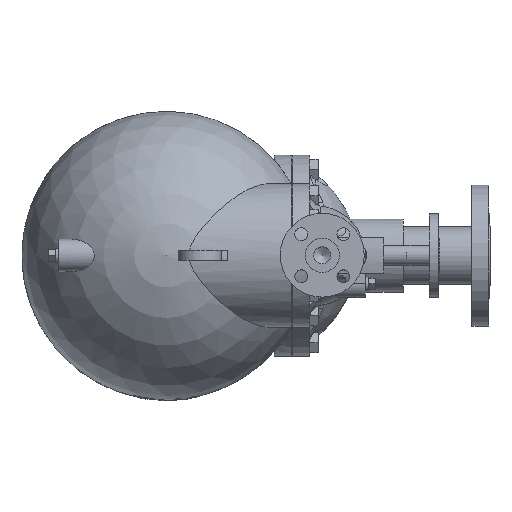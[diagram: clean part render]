
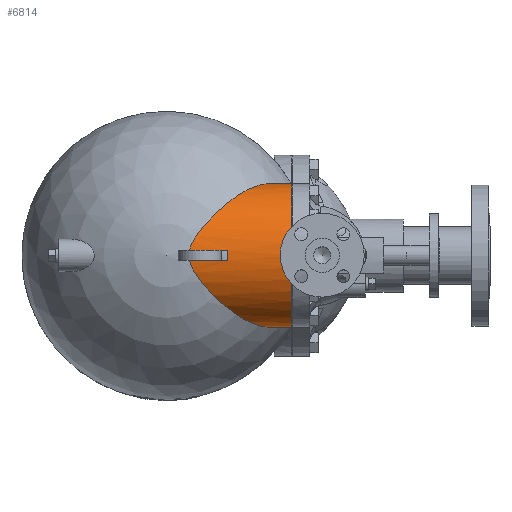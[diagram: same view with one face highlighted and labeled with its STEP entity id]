
A CAD part, top view. The second image highlights one B-rep face of the part: STEP entity #6814.
In plain terms, the highlighted cylindrical face has radius 107 mm (diameter 214 mm), a partial arc.
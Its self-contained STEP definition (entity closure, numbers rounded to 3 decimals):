
#170=B_SPLINE_CURVE_WITH_KNOTS('',3,(#12724,#12725,#12726,#12727,#12728,
#12729,#12730,#12731,#12732,#12733,#12734,#12735,#12736,#12737,#12738,#12739,
#12740,#12741,#12742,#12743,#12744,#12745),.UNSPECIFIED.,.F.,.F.,(4,2,2,
2,2,2,2,2,2,2,4),(2.974,5.73,8.485,11.24,
13.996,15.583,17.171,18.759,20.346,
21.294,22.085),.UNSPECIFIED.);
#172=B_SPLINE_CURVE_WITH_KNOTS('',3,(#12758,#12759,#12760,#12761,#12762,
#12763,#12764,#12765,#12766,#12767,#12768,#12769,#12770,#12771,#12772,#12773,
#12774,#12775,#12776,#12777,#12778,#12779,#12780,#12781),.UNSPECIFIED.,
 .F.,.F.,(4,2,2,2,2,2,2,2,2,2,2,4),(23.541,24.138,24.832,
25.526,26.913,28.3,29.687,32.461,
35.236,37.92,40.604,42.899),
 .UNSPECIFIED.);
#186=B_SPLINE_CURVE_WITH_KNOTS('',3,(#13153,#13154,#13155,#13156),
 .UNSPECIFIED.,.F.,.F.,(4,4),(-45.73,-44.094),
 .UNSPECIFIED.);
#652=LINE('',#12919,#1171);
#654=LINE('',#12924,#1173);
#684=LINE('',#13149,#1203);
#685=LINE('',#13152,#1204);
#1171=VECTOR('',#8903,33.1);
#1173=VECTOR('',#8907,33.1);
#1203=VECTOR('',#9041,57.09);
#1204=VECTOR('',#9044,57.09);
#1961=FACE_OUTER_BOUND('',#2447,.T.);
#2447=EDGE_LOOP('',(#6033,#6034,#6035,#6036,#6037,#6038,#6039,#6040));
#2808=CIRCLE('',#7404,107.);
#3383=VERTEX_POINT('',#12721);
#3384=VERTEX_POINT('',#12723);
#3387=VERTEX_POINT('',#12755);
#3388=VERTEX_POINT('',#12757);
#3407=VERTEX_POINT('',#12917);
#3409=VERTEX_POINT('',#12923);
#3456=VERTEX_POINT('',#13148);
#3457=VERTEX_POINT('',#13151);
#4262=EDGE_CURVE('',#3383,#3384,#170,.T.);
#4266=EDGE_CURVE('',#3387,#3388,#172,.T.);
#4287=EDGE_CURVE('',#3407,#3383,#652,.T.);
#4289=EDGE_CURVE('',#3409,#3388,#654,.T.);
#4356=EDGE_CURVE('',#3456,#3384,#684,.T.);
#4357=EDGE_CURVE('',#3409,#3407,#2808,.T.);
#4358=EDGE_CURVE('',#3387,#3457,#685,.T.);
#4359=EDGE_CURVE('',#3456,#3457,#186,.T.);
#6033=ORIENTED_EDGE('',*,*,#4356,.T.);
#6034=ORIENTED_EDGE('',*,*,#4262,.F.);
#6035=ORIENTED_EDGE('',*,*,#4287,.F.);
#6036=ORIENTED_EDGE('',*,*,#4357,.F.);
#6037=ORIENTED_EDGE('',*,*,#4289,.T.);
#6038=ORIENTED_EDGE('',*,*,#4266,.F.);
#6039=ORIENTED_EDGE('',*,*,#4358,.T.);
#6040=ORIENTED_EDGE('',*,*,#4359,.F.);
#6462=CYLINDRICAL_SURFACE('',#7403,107.);
#6814=ADVANCED_FACE('',(#1961),#6462,.T.);
#7403=AXIS2_PLACEMENT_3D('',#13147,#9039,#9040);
#7404=AXIS2_PLACEMENT_3D('',#13150,#9042,#9043);
#8903=DIRECTION('',(-1.,0.,0.));
#8907=DIRECTION('',(-1.,0.,0.));
#9039=DIRECTION('center_axis',(-1.,0.,0.));
#9040=DIRECTION('ref_axis',(0.,1.,0.));
#9041=DIRECTION('',(-1.,0.,0.));
#9042=DIRECTION('center_axis',(1.,0.,0.));
#9043=DIRECTION('ref_axis',(0.,1.,0.));
#9044=DIRECTION('',(1.,0.,0.));
#12721=CARTESIAN_POINT('',(153.9,-107.,235.313));
#12723=CARTESIAN_POINT('',(34.691,-7.5,342.05));
#12724=CARTESIAN_POINT('Ctrl Pts',(153.9,-107.,235.313));
#12725=CARTESIAN_POINT('Ctrl Pts',(148.713,-107.,242.893));
#12726=CARTESIAN_POINT('Ctrl Pts',(143.163,-106.183,250.615));
#12727=CARTESIAN_POINT('Ctrl Pts',(131.571,-102.876,265.736));
#12728=CARTESIAN_POINT('Ctrl Pts',(125.527,-100.387,273.133));
#12729=CARTESIAN_POINT('Ctrl Pts',(113.22,-93.956,287.084));
#12730=CARTESIAN_POINT('Ctrl Pts',(106.948,-90.011,293.643));
#12731=CARTESIAN_POINT('Ctrl Pts',(94.5,-81.064,305.549));
#12732=CARTESIAN_POINT('Ctrl Pts',(88.321,-76.063,310.896));
#12733=CARTESIAN_POINT('Ctrl Pts',(78.972,-67.776,318.21));
#12734=CARTESIAN_POINT('Ctrl Pts',(75.399,-64.45,320.836));
#12735=CARTESIAN_POINT('Ctrl Pts',(68.157,-57.317,325.771));
#12736=CARTESIAN_POINT('Ctrl Pts',(64.488,-53.511,328.08));
#12737=CARTESIAN_POINT('Ctrl Pts',(57.302,-45.554,332.236));
#12738=CARTESIAN_POINT('Ctrl Pts',(53.783,-41.406,334.082));
#12739=CARTESIAN_POINT('Ctrl Pts',(47.199,-32.878,337.239));
#12740=CARTESIAN_POINT('Ctrl Pts',(44.131,-28.501,338.55));
#12741=CARTESIAN_POINT('Ctrl Pts',(39.948,-21.344,340.199));
#12742=CARTESIAN_POINT('Ctrl Pts',(38.435,-18.439,340.758));
#12743=CARTESIAN_POINT('Ctrl Pts',(36.132,-12.843,341.571));
#12744=CARTESIAN_POINT('Ctrl Pts',(35.266,-10.195,341.861));
#12745=CARTESIAN_POINT('Ctrl Pts',(34.691,-7.5,342.05));
#12755=CARTESIAN_POINT('',(34.691,7.5,342.05));
#12757=CARTESIAN_POINT('',(153.9,107.,235.313));
#12758=CARTESIAN_POINT('Ctrl Pts',(34.691,7.5,342.05));
#12759=CARTESIAN_POINT('Ctrl Pts',(35.116,9.493,341.91));
#12760=CARTESIAN_POINT('Ctrl Pts',(35.694,11.434,341.717));
#12761=CARTESIAN_POINT('Ctrl Pts',(37.15,15.451,341.214));
#12762=CARTESIAN_POINT('Ctrl Pts',(38.068,17.524,340.889));
#12763=CARTESIAN_POINT('Ctrl Pts',(40.085,21.554,340.14));
#12764=CARTESIAN_POINT('Ctrl Pts',(41.185,23.511,339.717));
#12765=CARTESIAN_POINT('Ctrl Pts',(44.681,29.257,338.311));
#12766=CARTESIAN_POINT('Ctrl Pts',(47.266,32.926,337.192));
#12767=CARTESIAN_POINT('Ctrl Pts',(52.725,40.067,334.601));
#12768=CARTESIAN_POINT('Ctrl Pts',(55.598,43.533,333.129));
#12769=CARTESIAN_POINT('Ctrl Pts',(61.514,50.277,329.84));
#12770=CARTESIAN_POINT('Ctrl Pts',(64.558,53.555,328.022));
#12771=CARTESIAN_POINT('Ctrl Pts',(73.834,63.084,322.063));
#12772=CARTESIAN_POINT('Ctrl Pts',(80.186,69.006,317.423));
#12773=CARTESIAN_POINT('Ctrl Pts',(92.721,79.66,307.133));
#12774=CARTESIAN_POINT('Ctrl Pts',(98.908,84.387,301.483));
#12775=CARTESIAN_POINT('Ctrl Pts',(110.529,92.276,289.918));
#12776=CARTESIAN_POINT('Ctrl Pts',(116.417,95.781,283.582));
#12777=CARTESIAN_POINT('Ctrl Pts',(128.165,101.512,269.94));
#12778=CARTESIAN_POINT('Ctrl Pts',(134.026,103.738,262.635));
#12779=CARTESIAN_POINT('Ctrl Pts',(144.588,106.373,248.621));
#12780=CARTESIAN_POINT('Ctrl Pts',(149.342,107.,241.974));
#12781=CARTESIAN_POINT('Ctrl Pts',(153.9,107.,235.313));
#12917=CARTESIAN_POINT('',(187.,-107.,235.313));
#12919=CARTESIAN_POINT('',(187.,-107.,235.313));
#12923=CARTESIAN_POINT('',(187.,107.,235.313));
#12924=CARTESIAN_POINT('',(187.,107.,235.313));
#13147=CARTESIAN_POINT('Origin',(187.,0.,235.313));
#13148=CARTESIAN_POINT('',(91.78,-7.5,342.05));
#13149=CARTESIAN_POINT('',(187.,-7.5,342.05));
#13150=CARTESIAN_POINT('Origin',(187.,0.,235.313));
#13151=CARTESIAN_POINT('',(91.78,7.5,342.05));
#13152=CARTESIAN_POINT('',(187.,7.5,342.05));
#13153=CARTESIAN_POINT('Ctrl Pts',(91.78,-7.5,342.05));
#13154=CARTESIAN_POINT('Ctrl Pts',(91.852,-2.492,342.402));
#13155=CARTESIAN_POINT('Ctrl Pts',(91.852,2.498,342.402));
#13156=CARTESIAN_POINT('Ctrl Pts',(91.78,7.5,342.05));
